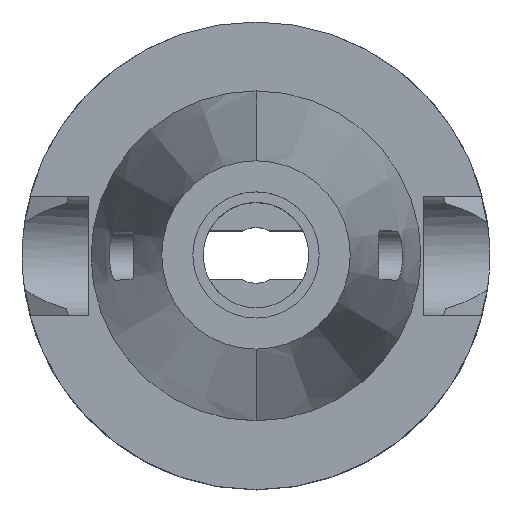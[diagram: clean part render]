
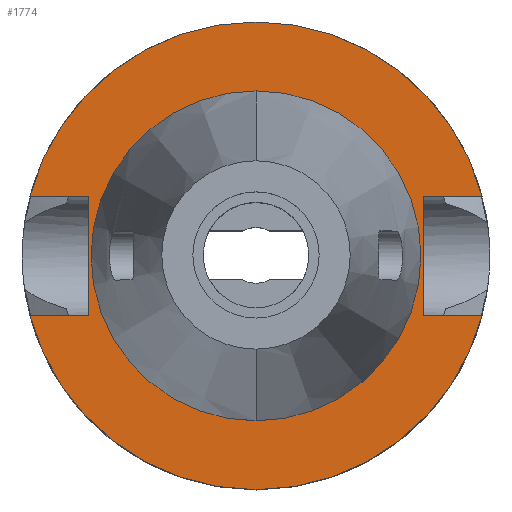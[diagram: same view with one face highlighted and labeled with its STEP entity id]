
A CAD part, top view. The second image highlights one B-rep face of the part: STEP entity #1774.
In plain terms, the highlighted planar face has unit normal (0, 0, 1).
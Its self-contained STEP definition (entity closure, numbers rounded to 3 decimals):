
#224=DIRECTION('',(0.,1.,0.));
#225=VECTOR('',#224,16.1);
#226=CARTESIAN_POINT('',(-22.5,-8.05,-1.));
#227=LINE('',#226,#225);
#231=DIRECTION('',(-1.,0.,0.));
#232=VECTOR('',#231,7.954);
#233=CARTESIAN_POINT('',(-22.5,8.05,-1.));
#234=LINE('',#233,#232);
#238=CARTESIAN_POINT('',(0.,0.,-1.));
#239=DIRECTION('',(0.,0.,-1.));
#240=DIRECTION('',(-0.967,0.256,0.));
#241=AXIS2_PLACEMENT_3D('',#238,#239,#240);
#246=CARTESIAN_POINT('',(0.,0.,-1.));
#247=DIRECTION('',(0.,0.,-1.));
#248=DIRECTION('',(0.,1.,0.));
#249=AXIS2_PLACEMENT_3D('',#246,#247,#248);
#254=DIRECTION('',(0.,-1.,0.));
#255=VECTOR('',#254,16.1);
#256=CARTESIAN_POINT('',(22.5,8.05,-1.));
#257=LINE('',#256,#255);
#261=DIRECTION('',(1.,0.,0.));
#262=VECTOR('',#261,7.954);
#263=CARTESIAN_POINT('',(22.5,-8.05,-1.));
#264=LINE('',#263,#262);
#268=CARTESIAN_POINT('',(0.,0.,-1.));
#269=DIRECTION('',(0.,0.,-1.));
#270=DIRECTION('',(0.967,-0.256,0.));
#271=AXIS2_PLACEMENT_3D('',#268,#269,#270);
#276=CARTESIAN_POINT('',(0.,0.,-1.));
#277=DIRECTION('',(0.,0.,-1.));
#278=DIRECTION('',(0.,-1.,0.));
#279=AXIS2_PLACEMENT_3D('',#276,#277,#278);
#284=CARTESIAN_POINT('',(0.,0.,-1.));
#285=DIRECTION('',(0.,0.,1.));
#286=DIRECTION('',(0.,-1.,0.));
#287=AXIS2_PLACEMENT_3D('',#284,#285,#286);
#292=CARTESIAN_POINT('',(0.,0.,-1.));
#293=DIRECTION('',(0.,0.,1.));
#294=DIRECTION('',(0.,1.,0.));
#295=AXIS2_PLACEMENT_3D('',#292,#293,#294);
#330=DIRECTION('',(-1.,0.,0.));
#331=VECTOR('',#330,7.954);
#332=CARTESIAN_POINT('',(-22.5,-8.05,-1.));
#333=LINE('',#332,#331);
#467=DIRECTION('',(1.,0.,0.));
#468=VECTOR('',#467,7.954);
#469=CARTESIAN_POINT('',(22.5,8.05,-1.));
#470=LINE('',#469,#468);
#1520=CARTESIAN_POINT('',(0.,22.225,-1.));
#1521=VERTEX_POINT('',#1520);
#1522=CARTESIAN_POINT('',(0.,-22.225,-1.));
#1523=VERTEX_POINT('',#1522);
#1524=CARTESIAN_POINT('',(-22.5,-8.05,-1.));
#1525=CARTESIAN_POINT('',(-22.5,8.05,-1.));
#1526=VERTEX_POINT('',#1524);
#1527=VERTEX_POINT('',#1525);
#1528=CARTESIAN_POINT('',(-30.454,8.05,-1.));
#1529=VERTEX_POINT('',#1528);
#1530=CARTESIAN_POINT('',(0.,31.5,-1.));
#1531=CARTESIAN_POINT('',(30.454,8.05,-1.));
#1532=VERTEX_POINT('',#1530);
#1533=VERTEX_POINT('',#1531);
#1534=CARTESIAN_POINT('',(22.5,8.05,-1.));
#1535=VERTEX_POINT('',#1534);
#1536=CARTESIAN_POINT('',(22.5,-8.05,-1.));
#1537=VERTEX_POINT('',#1536);
#1538=CARTESIAN_POINT('',(30.454,-8.05,-1.));
#1539=VERTEX_POINT('',#1538);
#1540=CARTESIAN_POINT('',(0.,-31.5,-1.));
#1541=CARTESIAN_POINT('',(-30.454,-8.05,-1.));
#1542=VERTEX_POINT('',#1540);
#1543=VERTEX_POINT('',#1541);
#1743=CARTESIAN_POINT('',(0.,0.,-1.));
#1744=DIRECTION('',(0.,0.,-1.));
#1745=DIRECTION('',(0.,-1.,0.));
#1746=AXIS2_PLACEMENT_3D('',#1743,#1744,#1745);
#1747=PLANE('',#1746);
#1749=ORIENTED_EDGE('',*,*,#1748,.T.);
#1751=ORIENTED_EDGE('',*,*,#1750,.T.);
#1753=ORIENTED_EDGE('',*,*,#1752,.T.);
#1755=ORIENTED_EDGE('',*,*,#1754,.T.);
#1757=ORIENTED_EDGE('',*,*,#1756,.F.);
#1759=ORIENTED_EDGE('',*,*,#1758,.T.);
#1761=ORIENTED_EDGE('',*,*,#1760,.T.);
#1763=ORIENTED_EDGE('',*,*,#1762,.T.);
#1765=ORIENTED_EDGE('',*,*,#1764,.T.);
#1767=ORIENTED_EDGE('',*,*,#1766,.F.);
#1768=EDGE_LOOP('',(#1749,#1751,#1753,#1755,#1757,#1759,#1761,#1763,#1765,
#1767));
#1769=FACE_OUTER_BOUND('',#1768,.F.);
#1770=ORIENTED_EDGE('',*,*,#1722,.T.);
#1771=ORIENTED_EDGE('',*,*,#1738,.T.);
#1772=EDGE_LOOP('',(#1770,#1771));
#1773=FACE_BOUND('',#1772,.F.);
#242=CIRCLE('',#241,31.5);
#250=CIRCLE('',#249,31.5);
#272=CIRCLE('',#271,31.5);
#280=CIRCLE('',#279,31.5);
#288=CIRCLE('',#287,22.225);
#296=CIRCLE('',#295,22.225);
#1722=EDGE_CURVE('',#1523,#1521,#288,.T.);
#1738=EDGE_CURVE('',#1521,#1523,#296,.T.);
#1748=EDGE_CURVE('',#1526,#1527,#227,.T.);
#1750=EDGE_CURVE('',#1527,#1529,#234,.T.);
#1752=EDGE_CURVE('',#1529,#1532,#242,.T.);
#1754=EDGE_CURVE('',#1532,#1533,#250,.T.);
#1756=EDGE_CURVE('',#1535,#1533,#470,.T.);
#1758=EDGE_CURVE('',#1535,#1537,#257,.T.);
#1760=EDGE_CURVE('',#1537,#1539,#264,.T.);
#1762=EDGE_CURVE('',#1539,#1542,#272,.T.);
#1764=EDGE_CURVE('',#1542,#1543,#280,.T.);
#1766=EDGE_CURVE('',#1526,#1543,#333,.T.);
#1774=ADVANCED_FACE('',(#1769,#1773),#1747,.F.);
